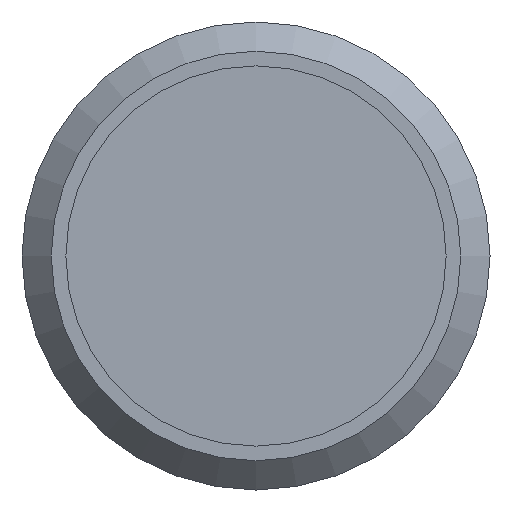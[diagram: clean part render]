
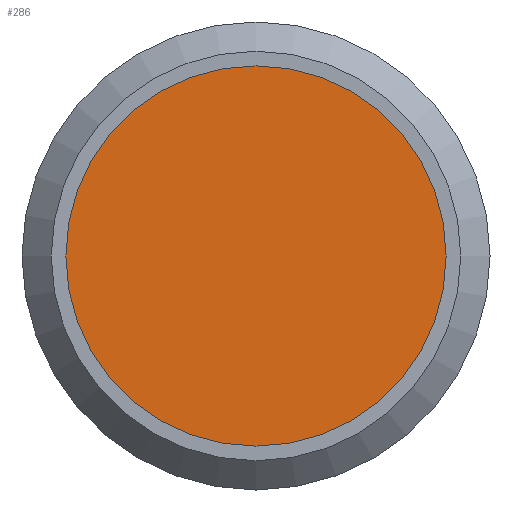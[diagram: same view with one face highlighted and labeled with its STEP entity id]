
A CAD part, front view. The second image highlights one B-rep face of the part: STEP entity #286.
In plain terms, the highlighted planar face has unit normal (0, -1, 0).
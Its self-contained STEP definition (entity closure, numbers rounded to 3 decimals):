
#28=PLANE('',#341);
#45=FACE_OUTER_BOUND('',#68,.T.);
#68=EDGE_LOOP('',(#224));
#89=CIRCLE('',#340,3.25);
#137=VERTEX_POINT('',#556);
#166=EDGE_CURVE('',#137,#137,#89,.T.);
#224=ORIENTED_EDGE('',*,*,#166,.T.);
#286=ADVANCED_FACE('',(#45),#28,.T.);
#340=AXIS2_PLACEMENT_3D('',#557,#414,#415);
#341=AXIS2_PLACEMENT_3D('',#559,#417,#418);
#414=DIRECTION('center_axis',(0.,-1.,0.));
#415=DIRECTION('ref_axis',(1.,0.,0.));
#417=DIRECTION('center_axis',(0.,-1.,0.));
#418=DIRECTION('ref_axis',(0.,0.,-1.));
#556=CARTESIAN_POINT('',(-3.25,0.,0.));
#557=CARTESIAN_POINT('Origin',(0.,0.,0.));
#559=CARTESIAN_POINT('Origin',(0.,0.,0.));
